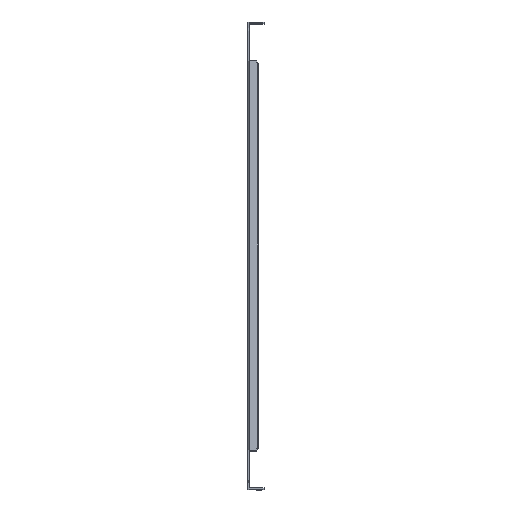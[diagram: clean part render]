
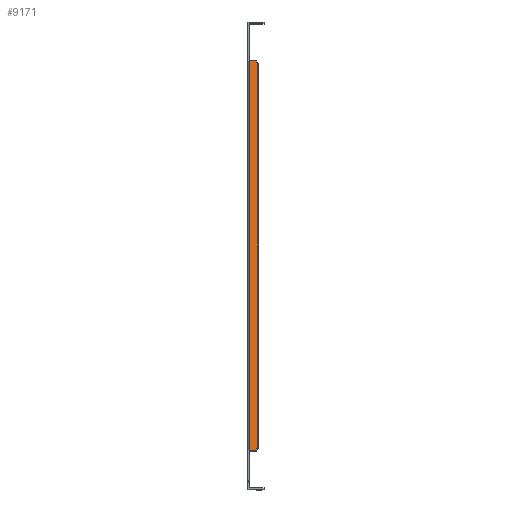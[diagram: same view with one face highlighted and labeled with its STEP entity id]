
A CAD part, top view. The second image highlights one B-rep face of the part: STEP entity #9171.
In plain terms, the highlighted planar face has unit normal (0.5, 0, 0.866).
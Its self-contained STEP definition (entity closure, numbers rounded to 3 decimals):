
#89 = EDGE_CURVE ( 'NONE', #12676, #9192, #15553, .T. ) ;
#904 = LINE ( 'NONE', #12986, #2730 ) ;
#1462 = DIRECTION ( 'NONE',  ( -0.612, 0.707, 0.354 ) ) ;
#1872 = FACE_OUTER_BOUND ( 'NONE', #19431, .T. ) ;
#2524 = EDGE_CURVE ( 'NONE', #12676, #25854, #24242, .T. ) ;
#2730 = VECTOR ( 'NONE', #15150, 1000. ) ;
#2793 = CARTESIAN_POINT ( 'NONE',  ( 8.803, -210.75, 295.114 ) ) ;
#3492 = VECTOR ( 'NONE', #1462, 1000. ) ;
#3528 = LINE ( 'NONE', #17905, #20512 ) ;
#4814 = VECTOR ( 'NONE', #22231, 1000. ) ;
#5104 = DIRECTION ( 'NONE',  ( -0.866, 0., 0.5 ) ) ;
#5665 = CARTESIAN_POINT ( 'NONE',  ( 11.401, 210.75, 293.614 ) ) ;
#6211 = EDGE_CURVE ( 'NONE', #25432, #24808, #3528, .T. ) ;
#6349 = DIRECTION ( 'NONE',  ( 0., -1., 0. ) ) ;
#6650 = VECTOR ( 'NONE', #13857, 1000. ) ;
#6691 = ORIENTED_EDGE ( 'NONE', *, *, #89, .T. ) ;
#7016 = VERTEX_POINT ( 'NONE', #2793 ) ;
#7271 = CARTESIAN_POINT ( 'NONE',  ( 2.25, -210.75, 298.897 ) ) ;
#8431 = ORIENTED_EDGE ( 'NONE', *, *, #13690, .T. ) ;
#9171 = ADVANCED_FACE ( 'NONE', ( #1872 ), #10066, .F. ) ;
#9192 = VERTEX_POINT ( 'NONE', #22507 ) ;
#10006 = ORIENTED_EDGE ( 'NONE', *, *, #17009, .F. ) ;
#10066 = PLANE ( 'NONE',  #18847 ) ;
#11029 = VERTEX_POINT ( 'NONE', #19940 ) ;
#11435 = EDGE_CURVE ( 'NONE', #7016, #25432, #23996, .T. ) ;
#12014 = ORIENTED_EDGE ( 'NONE', *, *, #11435, .F. ) ;
#12169 = CARTESIAN_POINT ( 'NONE',  ( 11.401, -210.75, 293.614 ) ) ;
#12390 = CARTESIAN_POINT ( 'NONE',  ( 1.268, 210.75, 299.464 ) ) ;
#12676 = VERTEX_POINT ( 'NONE', #24455 ) ;
#12986 = CARTESIAN_POINT ( 'NONE',  ( 11.401, -207.75, 293.614 ) ) ;
#13690 = EDGE_CURVE ( 'NONE', #11029, #16421, #20474, .T. ) ;
#13857 = DIRECTION ( 'NONE',  ( 0.866, 0., -0.5 ) ) ;
#14139 = EDGE_CURVE ( 'NONE', #7016, #25854, #904, .T. ) ;
#14182 = VECTOR ( 'NONE', #5104, 1000. ) ;
#14794 = ORIENTED_EDGE ( 'NONE', *, *, #22495, .T. ) ;
#15150 = DIRECTION ( 'NONE',  ( 0.612, 0.707, -0.354 ) ) ;
#15553 = LINE ( 'NONE', #23965, #3492 ) ;
#15973 = CARTESIAN_POINT ( 'NONE',  ( 128.864, 0., 225.797 ) ) ;
#16148 = VECTOR ( 'NONE', #6349, 1000. ) ;
#16421 = VERTEX_POINT ( 'NONE', #12390 ) ;
#16977 = CARTESIAN_POINT ( 'NONE',  ( 1.268, -210.75, 299.464 ) ) ;
#17009 = EDGE_CURVE ( 'NONE', #11029, #9192, #20030, .T. ) ;
#17060 = ORIENTED_EDGE ( 'NONE', *, *, #14139, .T. ) ;
#17761 = CARTESIAN_POINT ( 'NONE',  ( 11.401, -207.75, 293.614 ) ) ;
#17905 = CARTESIAN_POINT ( 'NONE',  ( 128.864, -210.75, 225.797 ) ) ;
#18081 = CARTESIAN_POINT ( 'NONE',  ( 4.5, 210.75, 297.598 ) ) ;
#18258 = DIRECTION ( 'NONE',  ( -0.5, 0., -0.866 ) ) ;
#18847 = AXIS2_PLACEMENT_3D ( 'NONE', #15973, #18258, #26400 ) ;
#19431 = EDGE_LOOP ( 'NONE', ( #8431, #14794, #22467, #12014, #17060, #21280, #6691, #10006 ) ) ;
#19940 = CARTESIAN_POINT ( 'NONE',  ( 4.5, 210.75, 297.598 ) ) ;
#20030 = LINE ( 'NONE', #5665, #6650 ) ;
#20474 = LINE ( 'NONE', #18081, #20689 ) ;
#20512 = VECTOR ( 'NONE', #26044, 1000. ) ;
#20689 = VECTOR ( 'NONE', #26363, 1000. ) ;
#21280 = ORIENTED_EDGE ( 'NONE', *, *, #2524, .F. ) ;
#21899 = LINE ( 'NONE', #24969, #16148 ) ;
#22231 = DIRECTION ( 'NONE',  ( 0., -1., 0. ) ) ;
#22467 = ORIENTED_EDGE ( 'NONE', *, *, #6211, .F. ) ;
#22495 = EDGE_CURVE ( 'NONE', #16421, #24808, #21899, .T. ) ;
#22507 = CARTESIAN_POINT ( 'NONE',  ( 8.803, 210.75, 295.114 ) ) ;
#23965 = CARTESIAN_POINT ( 'NONE',  ( 8.803, 210.75, 295.114 ) ) ;
#23996 = LINE ( 'NONE', #7271, #14182 ) ;
#24242 = LINE ( 'NONE', #12169, #4814 ) ;
#24455 = CARTESIAN_POINT ( 'NONE',  ( 11.401, 207.75, 293.614 ) ) ;
#24808 = VERTEX_POINT ( 'NONE', #16977 ) ;
#24969 = CARTESIAN_POINT ( 'NONE',  ( 1.268, 0., 299.464 ) ) ;
#25432 = VERTEX_POINT ( 'NONE', #26372 ) ;
#25854 = VERTEX_POINT ( 'NONE', #17761 ) ;
#26044 = DIRECTION ( 'NONE',  ( -0.866, 0., 0.5 ) ) ;
#26363 = DIRECTION ( 'NONE',  ( -0.866, 0., 0.5 ) ) ;
#26372 = CARTESIAN_POINT ( 'NONE',  ( 4.5, -210.75, 297.598 ) ) ;
#26400 = DIRECTION ( 'NONE',  ( 0.866, 0., -0.5 ) ) ;
